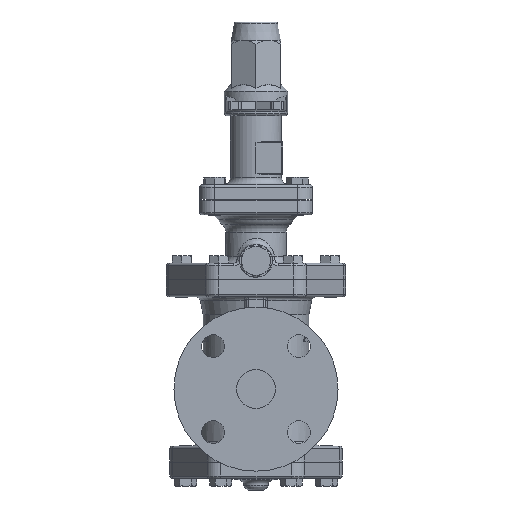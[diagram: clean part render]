
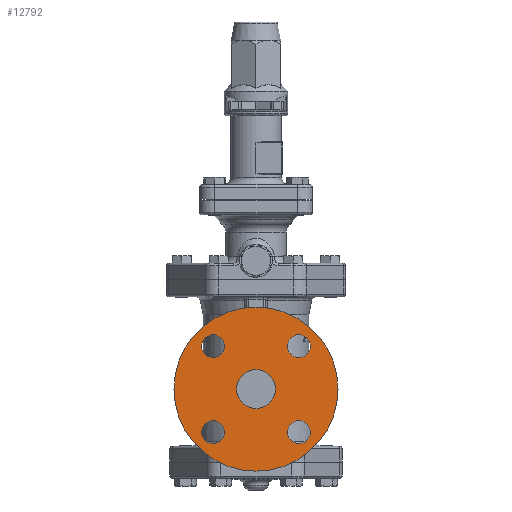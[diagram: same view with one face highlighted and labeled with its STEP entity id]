
A CAD part, left-side view. The second image highlights one B-rep face of the part: STEP entity #12792.
In plain terms, the highlighted planar face has unit normal (-1, 0, 0).
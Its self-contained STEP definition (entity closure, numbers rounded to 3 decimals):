
#2461=PLANE('',#14165);
#2660=FACE_BOUND('',#4468,.T.);
#2661=FACE_BOUND('',#4469,.T.);
#2662=FACE_BOUND('',#4470,.T.);
#2663=FACE_BOUND('',#4471,.T.);
#2664=FACE_BOUND('',#4472,.T.);
#3461=FACE_OUTER_BOUND('',#4467,.T.);
#4467=EDGE_LOOP('',(#11711));
#4468=EDGE_LOOP('',(#11712));
#4469=EDGE_LOOP('',(#11713));
#4470=EDGE_LOOP('',(#11714));
#4471=EDGE_LOOP('',(#11715));
#4472=EDGE_LOOP('',(#11716));
#5121=CIRCLE('',#14135,67.5);
#5122=CIRCLE('',#14137,9.5);
#5123=CIRCLE('',#14139,9.5);
#5124=CIRCLE('',#14141,9.5);
#5125=CIRCLE('',#14143,16.);
#5127=CIRCLE('',#14147,9.5);
#6294=VERTEX_POINT('',#34774);
#6295=VERTEX_POINT('',#34777);
#6296=VERTEX_POINT('',#34780);
#6297=VERTEX_POINT('',#34783);
#6298=VERTEX_POINT('',#34786);
#6300=VERTEX_POINT('',#34792);
#8100=EDGE_CURVE('',#6294,#6294,#5121,.T.);
#8101=EDGE_CURVE('',#6295,#6295,#5122,.T.);
#8102=EDGE_CURVE('',#6296,#6296,#5123,.T.);
#8103=EDGE_CURVE('',#6297,#6297,#5124,.T.);
#8104=EDGE_CURVE('',#6298,#6298,#5125,.T.);
#8106=EDGE_CURVE('',#6300,#6300,#5127,.T.);
#11711=ORIENTED_EDGE('',*,*,#8100,.T.);
#11712=ORIENTED_EDGE('',*,*,#8101,.T.);
#11713=ORIENTED_EDGE('',*,*,#8102,.T.);
#11714=ORIENTED_EDGE('',*,*,#8103,.T.);
#11715=ORIENTED_EDGE('',*,*,#8104,.T.);
#11716=ORIENTED_EDGE('',*,*,#8106,.T.);
#12792=ADVANCED_FACE('',(#3461,#2660,#2661,#2662,#2663,#2664),#2461,.F.);
#14135=AXIS2_PLACEMENT_3D('',#34775,#17495,#17496);
#14137=AXIS2_PLACEMENT_3D('',#34778,#17499,#17500);
#14139=AXIS2_PLACEMENT_3D('',#34781,#17503,#17504);
#14141=AXIS2_PLACEMENT_3D('',#34784,#17507,#17508);
#14143=AXIS2_PLACEMENT_3D('',#34787,#17511,#17512);
#14147=AXIS2_PLACEMENT_3D('',#34793,#17519,#17520);
#14165=AXIS2_PLACEMENT_3D('',#35024,#17555,#17556);
#17495=DIRECTION('center_axis',(-1.,0.,0.));
#17496=DIRECTION('ref_axis',(0.,0.,1.));
#17499=DIRECTION('center_axis',(1.,0.,0.));
#17500=DIRECTION('ref_axis',(0.,1.,0.));
#17503=DIRECTION('center_axis',(1.,0.,0.));
#17504=DIRECTION('ref_axis',(0.,0.,1.));
#17507=DIRECTION('center_axis',(1.,0.,0.));
#17508=DIRECTION('ref_axis',(0.,-1.,0.));
#17511=DIRECTION('center_axis',(1.,0.,0.));
#17512=DIRECTION('ref_axis',(0.,0.,-1.));
#17519=DIRECTION('center_axis',(1.,0.,0.));
#17520=DIRECTION('ref_axis',(0.,0.,-1.));
#17555=DIRECTION('center_axis',(1.,0.,0.));
#17556=DIRECTION('ref_axis',(0.,0.,-1.));
#34774=CARTESIAN_POINT('',(-110.,0.,-7.5));
#34775=CARTESIAN_POINT('Origin',(-110.,0.,60.));
#34777=CARTESIAN_POINT('',(-110.,-25.855,95.355));
#34778=CARTESIAN_POINT('Origin',(-110.,-35.355,95.355));
#34780=CARTESIAN_POINT('',(-110.,-35.355,34.145));
#34781=CARTESIAN_POINT('Origin',(-110.,-35.355,24.645));
#34783=CARTESIAN_POINT('',(-110.,25.855,24.645));
#34784=CARTESIAN_POINT('Origin',(-110.,35.355,24.645));
#34786=CARTESIAN_POINT('',(-110.,0.,44.));
#34787=CARTESIAN_POINT('Origin',(-110.,0.,60.));
#34792=CARTESIAN_POINT('',(-110.,35.355,85.855));
#34793=CARTESIAN_POINT('Origin',(-110.,35.355,95.355));
#35024=CARTESIAN_POINT('Origin',(-110.,0.,60.));
